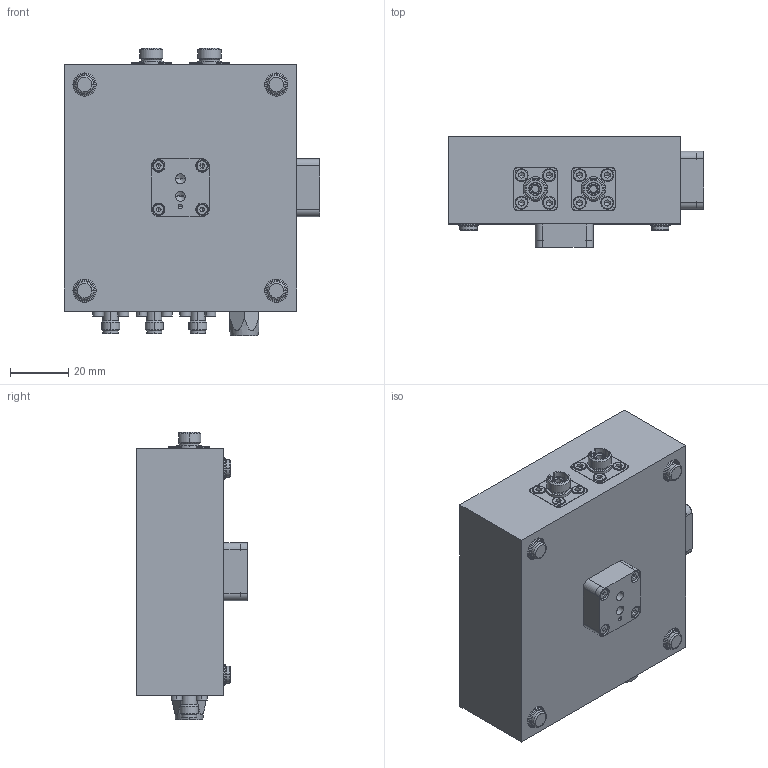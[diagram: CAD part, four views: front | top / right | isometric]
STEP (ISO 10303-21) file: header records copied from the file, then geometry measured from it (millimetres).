
FILE_DESCRIPTION (( 'STEP AP214' ), '1' );
FILE_NAME ('MTN005469-E0W.STEP', '2016-10-11T13:20:44', ( '' ), ( '' ), 'SwSTEP 2.0', 'SolidWorks 2016', '' );
FILE_SCHEMA (( 'AUTOMOTIVE_DESIGN' ));
Length unit declared in the file: millimetre
Products named in the file (16): M0075-22-0001 PDA10Bx (RKMF); M0092-0377-0a-Befestigungssockel-01; M0092-0245 Deckel 1 Mechanik Balance Receiver; M0092-0379-0a-FCPCBuchse-01-halb; M0093-0438 Justierung 4-75 Balance Receiver REV-A; M0092-0244 Gehäusewanne PDB Rev F; MTN005469-E0W; Folien_M0098-0407-Folie PDB415C; M0064-01-0008 S5972-Hamamatsu; socket head cap screw_din_DIN 912 M2 x 4 --- 4N; socket head cap screw_din_DIN 912 M2.5 x 4 --- 4N; socket head cap screw_din_DIN 912 M2 x 3 --- 3N; socket head cap screw_din_DIN 912 M2 x 10 --- 10N; M0091-90-0003 PDA10Bx (Ger鋞ef黶se); M0075-02-0026 PDA10Bx (SMABuchse); M0061-02-0009 LED 3MM Flachkopf Gr黱
Assembly tree (52 placements, depth 2):
  MTN005469-E0W
    M0092-0244 Gehäusewanne PDB Rev F
    M0093-0438 Justierung 4-75 Balance Receiver REV-A  x2
    M0092-0379-0a-FCPCBuchse-01-halb  x2
    M0092-0245 Deckel 1 Mechanik Balance Receiver
    M0092-0377-0a-Befestigungssockel-01  x2
    M0075-22-0001 PDA10Bx (RKMF)
    M0061-02-0009 LED 3MM Flachkopf Gr黱
    M0075-02-0026 PDA10Bx (SMABuchse)  x3
    M0091-90-0003 PDA10Bx (Ger鋞ef黶se)  x4
    socket head cap screw_din_DIN 912 M2 x 10 --- 10N  x8
    socket head cap screw_din_DIN 912 M2 x 3 --- 3N  x12
    socket head cap screw_din_DIN 912 M2.5 x 4 --- 4N  x8
    socket head cap screw_din_DIN 912 M2 x 4 --- 4N  x4
    M0064-01-0008 S5972-Hamamatsu  x2
    Folien_M0098-0407-Folie PDB415C
Bounding box: 88 x 38 x 99 mm (x, y, z)
Volume: 112013.9 mm3; surface area: 71717.4 mm2
Topology: 95 solids, 97 shells, 3169 faces, 7751 edges, 4918 vertices
Faces by surface type: plane 1819, cylinder 624, bspline 356, cone 218, torus 152
Entity records: 95767 total; most frequent: CARTESIAN_POINT 30912, ORIENTED_EDGE 10660, DIRECTION 9033, EDGE_CURVE 5330, LINE 3831, VECTOR 3831, VERTEX_POINT 3516, AXIS2_PLACEMENT_3D 2601
